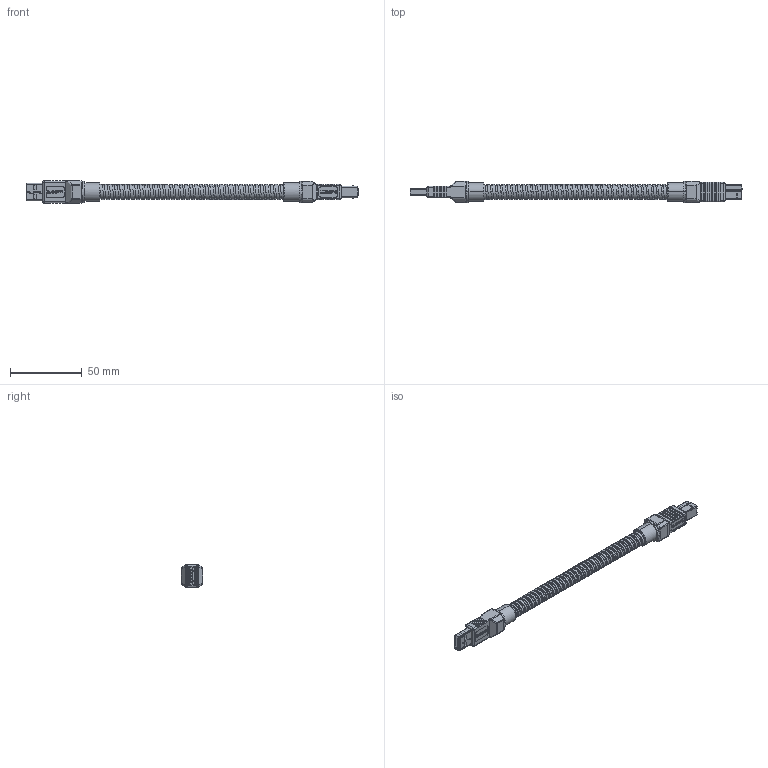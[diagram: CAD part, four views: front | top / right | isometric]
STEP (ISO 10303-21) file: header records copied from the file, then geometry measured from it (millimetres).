
FILE_DESCRIPTION (( 'STEP AP214' ), '1' );
FILE_NAME ('U3A00070.STEP', '2018-03-06T17:51:41', ( '' ), ( '' ), 'SwSTEP 2.0', 'SolidWorks 2017', '' );
FILE_SCHEMA (( 'AUTOMOTIVE_DESIGN' ));
Length unit declared in the file: inch
Products named in the file (18): MTN-1025_NO CABLE; U3A00070; 1AA05-046-MA1; MTN-593; MTN-1024_NO CABLE; MTN-1024; MTN-1025_NO CBL; MTN-597; 1AA05-075-MA1___; 1AA05-075_SR CRIMPED; U3A00069-MA1_150MM; 1AA05-075-MA3_SR CRIMPED; 1AL08-429; 1AA05-046-MA2_Without Crimp; 1AJ09-093; 1AA05-046-MA3; 1AA05-075-MA2___
Assembly tree (18 placements, depth 4):
  U3A00070
    1AL08-429
    MTN-1024_NO CABLE
      MTN-593
        1AA05-046-MA3
        MTN-593
      1AA05-046-MA1
      1AA05-046-MA2_Without Crimp
      MTN-1024
      1AJ09-093
    U3A00069-MA1_150MM
    MTN-1025_NO CABLE
      1AA05-075_SR CRIMPED
        1AA05-075-MA1___
        1AA05-075-MA2___
        1AA05-075-MA3_SR CRIMPED
      MTN-1025_NO CBL
      1AJ09-093
      MTN-597
Bounding box: 231.4 x 15 x 15.7 mm (x, y, z)
Volume: 19659.8 mm3; surface area: 31078.1 mm2
Topology: 38 solids, 38 shells, 2939 faces, 7794 edges, 5020 vertices
Faces by surface type: plane 1857, cylinder 726, bspline 246, torus 53, sphere 53, cone 4
Entity records: 177909 total; most frequent: CARTESIAN_POINT 101849, ORIENTED_EDGE 15284, DIRECTION 13139, EDGE_CURVE 7642, VECTOR 5529, LINE 5529, VERTEX_POINT 4940, AXIS2_PLACEMENT_3D 3805
